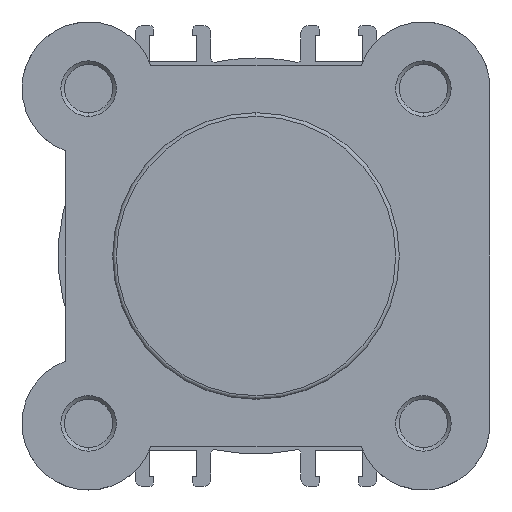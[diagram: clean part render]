
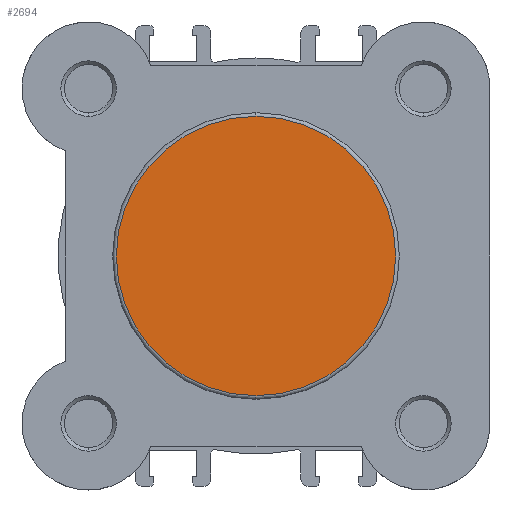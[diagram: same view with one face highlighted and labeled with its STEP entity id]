
A CAD part, left-side view. The second image highlights one B-rep face of the part: STEP entity #2694.
In plain terms, the highlighted planar face has unit normal (-1, 0, 0).
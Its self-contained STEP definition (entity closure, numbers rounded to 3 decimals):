
#334 = VERTEX_POINT ( 'NONE', #6681 ) ;
#390 = VERTEX_POINT ( 'NONE', #6757 ) ;
#982 = AXIS2_PLACEMENT_3D ( 'NONE', #2204, #2207, #2208 ) ;
#1161 = AXIS2_PLACEMENT_3D ( 'NONE', #4351, #4352, #4353 ) ;
#1196 = AXIS2_PLACEMENT_3D ( 'NONE', #4499, #4506, #4507 ) ;
#2204 = CARTESIAN_POINT ( 'NONE',  ( 0., 19.9, 0. ) ) ;
#2205 = PLANE ( 'NONE',  #982 ) ;
#2207 = DIRECTION ( 'NONE',  ( 1., 0., 0. ) ) ;
#2208 = DIRECTION ( 'NONE',  ( 0., 0., -1. ) ) ;
#2694 = ADVANCED_FACE ( 'NONE', ( #6470 ), #2205, .F. ) ;
#3421 = CIRCLE ( 'NONE', #1161, 19.4 ) ;
#3505 = CIRCLE ( 'NONE', #1196, 19.4 ) ;
#4351 = CARTESIAN_POINT ( 'NONE',  ( 0., 0., 0. ) ) ;
#4352 = DIRECTION ( 'NONE',  ( -1., 0., 0. ) ) ;
#4353 = DIRECTION ( 'NONE',  ( 0., 0., -1. ) ) ;
#4499 = CARTESIAN_POINT ( 'NONE',  ( 0., 0., 0. ) ) ;
#4506 = DIRECTION ( 'NONE',  ( -1., 0., 0. ) ) ;
#4507 = DIRECTION ( 'NONE',  ( 0., 0., -1. ) ) ;
#4838 = EDGE_LOOP ( 'NONE', ( #7112, #7061 ) ) ;
#6470 = FACE_OUTER_BOUND ( 'NONE', #4838, .T. ) ;
#6681 = CARTESIAN_POINT ( 'NONE',  ( 0., 0., 19.4 ) ) ;
#6757 = CARTESIAN_POINT ( 'NONE',  ( 0., 0., -19.4 ) ) ;
#7061 = ORIENTED_EDGE ( 'NONE', *, *, #7315, .T. ) ;
#7112 = ORIENTED_EDGE ( 'NONE', *, *, #7375, .T. ) ;
#7315 = EDGE_CURVE ( 'NONE', #334, #390, #3421, .T. ) ;
#7375 = EDGE_CURVE ( 'NONE', #390, #334, #3505, .T. ) ;
